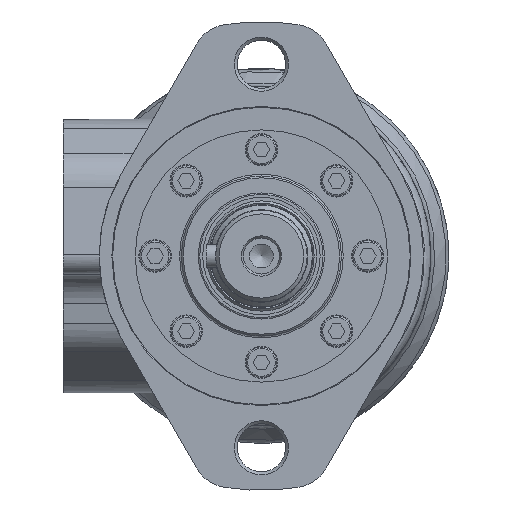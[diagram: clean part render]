
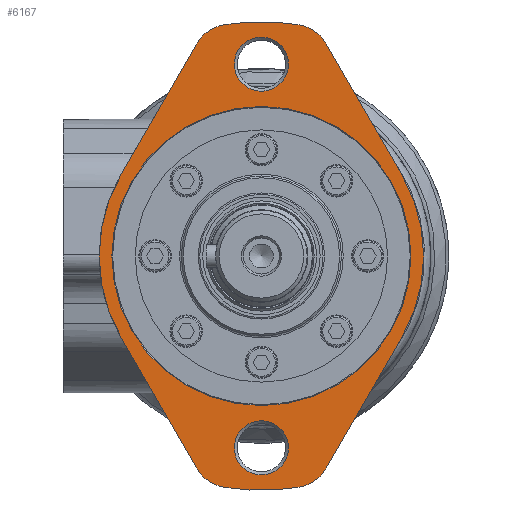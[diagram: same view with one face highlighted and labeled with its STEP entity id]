
A CAD part, left-side view. The second image highlights one B-rep face of the part: STEP entity #6167.
In plain terms, the highlighted planar face has unit normal (-1, 0, 0).
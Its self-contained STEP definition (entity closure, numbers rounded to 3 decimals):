
#620=CIRCLE('',#6844,45.);
#632=CIRCLE('',#6883,45.);
#633=CIRCLE('',#6884,11.14);
#634=CIRCLE('',#6885,65.);
#635=CIRCLE('',#6886,11.14);
#636=CIRCLE('',#6887,11.14);
#637=CIRCLE('',#6888,65.);
#638=CIRCLE('',#6889,11.14);
#639=CIRCLE('',#6890,41.485);
#640=CIRCLE('',#6891,7.505);
#641=CIRCLE('',#6892,7.505);
#1947=ORIENTED_EDGE('',*,*,#2983,.F.);
#1948=ORIENTED_EDGE('',*,*,#2984,.F.);
#1949=ORIENTED_EDGE('',*,*,#2985,.F.);
#1950=ORIENTED_EDGE('',*,*,#2986,.F.);
#1951=ORIENTED_EDGE('',*,*,#2987,.F.);
#1952=ORIENTED_EDGE('',*,*,#2988,.F.);
#1953=ORIENTED_EDGE('',*,*,#2913,.F.);
#1954=ORIENTED_EDGE('',*,*,#2989,.F.);
#1955=ORIENTED_EDGE('',*,*,#2990,.F.);
#1956=ORIENTED_EDGE('',*,*,#2991,.F.);
#1957=ORIENTED_EDGE('',*,*,#2992,.F.);
#1958=ORIENTED_EDGE('',*,*,#2993,.F.);
#1959=ORIENTED_EDGE('',*,*,#2994,.T.);
#1960=ORIENTED_EDGE('',*,*,#2995,.T.);
#1961=ORIENTED_EDGE('',*,*,#2996,.T.);
#2913=EDGE_CURVE('',#3548,#3549,#620,.T.);
#2983=EDGE_CURVE('',#3606,#3607,#632,.T.);
#2984=EDGE_CURVE('',#3608,#3606,#4026,.T.);
#2985=EDGE_CURVE('',#3609,#3608,#633,.T.);
#2986=EDGE_CURVE('',#3610,#3609,#634,.T.);
#2987=EDGE_CURVE('',#3611,#3610,#635,.T.);
#2988=EDGE_CURVE('',#3549,#3611,#4027,.T.);
#2989=EDGE_CURVE('',#3612,#3548,#4028,.T.);
#2990=EDGE_CURVE('',#3613,#3612,#636,.T.);
#2991=EDGE_CURVE('',#3614,#3613,#637,.T.);
#2992=EDGE_CURVE('',#3615,#3614,#638,.T.);
#2993=EDGE_CURVE('',#3607,#3615,#4029,.T.);
#2994=EDGE_CURVE('',#3616,#3616,#639,.T.);
#2995=EDGE_CURVE('',#3617,#3617,#640,.T.);
#2996=EDGE_CURVE('',#3618,#3618,#641,.T.);
#3548=VERTEX_POINT('',#10482);
#3549=VERTEX_POINT('',#10484);
#3606=VERTEX_POINT('',#10749);
#3607=VERTEX_POINT('',#10750);
#3608=VERTEX_POINT('',#10752);
#3609=VERTEX_POINT('',#10754);
#3610=VERTEX_POINT('',#10756);
#3611=VERTEX_POINT('',#10758);
#3612=VERTEX_POINT('',#10761);
#3613=VERTEX_POINT('',#10763);
#3614=VERTEX_POINT('',#10765);
#3615=VERTEX_POINT('',#10767);
#3616=VERTEX_POINT('',#10770);
#3617=VERTEX_POINT('',#10772);
#3618=VERTEX_POINT('',#10774);
#4026=LINE('',#10751,#4395);
#4027=LINE('',#10759,#4396);
#4028=LINE('',#10760,#4397);
#4029=LINE('',#10768,#4398);
#4395=VECTOR('',#8487,1000.);
#4396=VECTOR('',#8494,1000.);
#4397=VECTOR('',#8495,1000.);
#4398=VECTOR('',#8502,1000.);
#4911=EDGE_LOOP('',(#1947,#1948,#1949,#1950,#1951,#1952,#1953,#1954,#1955,
#1956,#1957,#1958));
#4912=EDGE_LOOP('',(#1959));
#4913=EDGE_LOOP('',(#1960));
#4914=EDGE_LOOP('',(#1961));
#5487=FACE_BOUND('',#4911,.T.);
#5488=FACE_BOUND('',#4912,.T.);
#5489=FACE_BOUND('',#4913,.T.);
#5490=FACE_BOUND('',#4914,.T.);
#5805=PLANE('',#6882);
#6167=ADVANCED_FACE('',(#5487,#5488,#5489,#5490),#5805,.F.);
#6844=AXIS2_PLACEMENT_3D('',#10483,#8385,#8386);
#6882=AXIS2_PLACEMENT_3D('',#10747,#8483,#8484);
#6883=AXIS2_PLACEMENT_3D('',#10748,#8485,#8486);
#6884=AXIS2_PLACEMENT_3D('',#10753,#8488,#8489);
#6885=AXIS2_PLACEMENT_3D('',#10755,#8490,#8491);
#6886=AXIS2_PLACEMENT_3D('',#10757,#8492,#8493);
#6887=AXIS2_PLACEMENT_3D('',#10762,#8496,#8497);
#6888=AXIS2_PLACEMENT_3D('',#10764,#8498,#8499);
#6889=AXIS2_PLACEMENT_3D('',#10766,#8500,#8501);
#6890=AXIS2_PLACEMENT_3D('',#10769,#8503,#8504);
#6891=AXIS2_PLACEMENT_3D('',#10771,#8505,#8506);
#6892=AXIS2_PLACEMENT_3D('',#10773,#8507,#8508);
#8385=DIRECTION('',(1.,0.,0.));
#8386=DIRECTION('',(0.,0.,-1.));
#8483=DIRECTION('',(1.,0.,0.));
#8484=DIRECTION('',(0.,0.,-1.));
#8485=DIRECTION('',(1.,0.,0.));
#8486=DIRECTION('',(0.,0.,-1.));
#8487=DIRECTION('',(0.,0.5,0.866));
#8488=DIRECTION('',(1.,0.,0.));
#8489=DIRECTION('',(0.,0.,-1.));
#8490=DIRECTION('',(1.,0.,0.));
#8491=DIRECTION('',(0.,0.,-1.));
#8492=DIRECTION('',(1.,0.,0.));
#8493=DIRECTION('',(0.,0.,-1.));
#8494=DIRECTION('',(0.,0.5,-0.866));
#8495=DIRECTION('',(0.,-0.5,-0.866));
#8496=DIRECTION('',(1.,0.,0.));
#8497=DIRECTION('',(0.,0.,-1.));
#8498=DIRECTION('',(1.,0.,0.));
#8499=DIRECTION('',(0.,0.,-1.));
#8500=DIRECTION('',(1.,0.,0.));
#8501=DIRECTION('',(0.,0.,-1.));
#8502=DIRECTION('',(0.,-0.5,0.866));
#8503=DIRECTION('',(1.,0.,0.));
#8504=DIRECTION('',(0.,0.,-1.));
#8505=DIRECTION('',(1.,0.,0.));
#8506=DIRECTION('',(0.,0.,-1.));
#8507=DIRECTION('',(1.,0.,0.));
#8508=DIRECTION('',(0.,0.,-1.));
#10482=CARTESIAN_POINT('',(0.,-38.971,22.5));
#10483=CARTESIAN_POINT('',(0.,0.,0.));
#10484=CARTESIAN_POINT('',(0.,-38.971,-22.5));
#10747=CARTESIAN_POINT('',(0.,0.,0.));
#10748=CARTESIAN_POINT('',(0.,0.,0.));
#10749=CARTESIAN_POINT('',(0.,38.971,-22.5));
#10750=CARTESIAN_POINT('',(0.,38.971,22.5));
#10751=CARTESIAN_POINT('',(0.,18.028,-58.774));
#10752=CARTESIAN_POINT('',(0.,18.028,-58.774));
#10753=CARTESIAN_POINT('',(0.,8.381,-53.204));
#10754=CARTESIAN_POINT('',(0.,10.114,-64.208));
#10755=CARTESIAN_POINT('',(0.,0.,0.));
#10756=CARTESIAN_POINT('',(0.,-10.114,-64.208));
#10757=CARTESIAN_POINT('',(0.,-8.381,-53.204));
#10758=CARTESIAN_POINT('',(0.,-18.028,-58.774));
#10759=CARTESIAN_POINT('',(0.,-38.971,-22.5));
#10760=CARTESIAN_POINT('',(0.,-18.028,58.774));
#10761=CARTESIAN_POINT('',(0.,-18.028,58.774));
#10762=CARTESIAN_POINT('',(0.,-8.381,53.204));
#10763=CARTESIAN_POINT('',(0.,-10.114,64.208));
#10764=CARTESIAN_POINT('',(0.,0.,0.));
#10765=CARTESIAN_POINT('',(0.,10.114,64.208));
#10766=CARTESIAN_POINT('',(0.,8.381,53.204));
#10767=CARTESIAN_POINT('',(0.,18.028,58.774));
#10768=CARTESIAN_POINT('',(0.,38.971,22.5));
#10769=CARTESIAN_POINT('',(0.,0.,0.));
#10770=CARTESIAN_POINT('',(0.,0.,-41.485));
#10771=CARTESIAN_POINT('',(0.,0.,53.2));
#10772=CARTESIAN_POINT('',(0.,0.,45.695));
#10773=CARTESIAN_POINT('',(0.,0.,-53.2));
#10774=CARTESIAN_POINT('',(0.,0.,-60.705));
